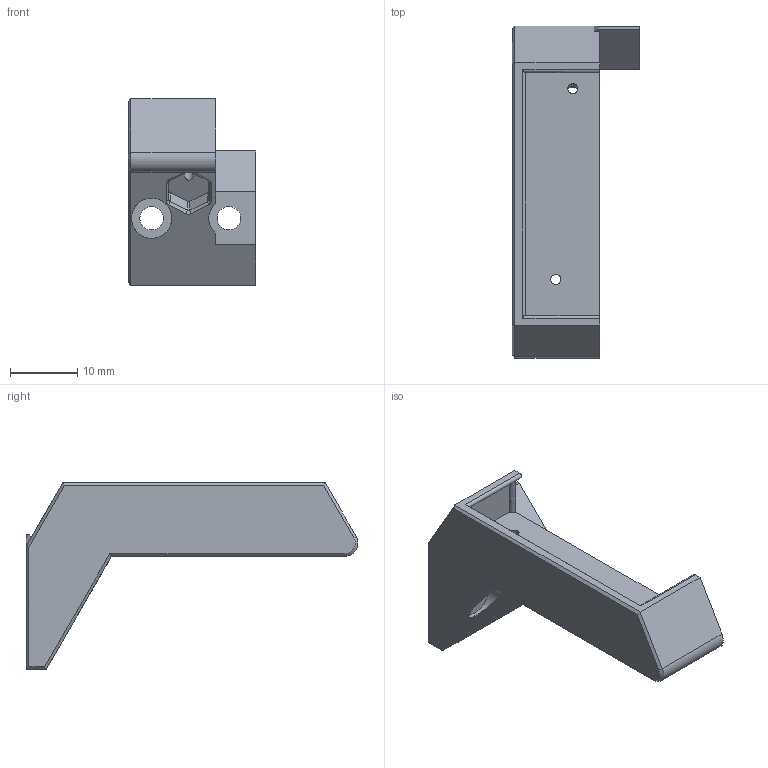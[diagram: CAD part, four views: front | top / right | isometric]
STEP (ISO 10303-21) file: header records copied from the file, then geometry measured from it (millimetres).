
FILE_DESCRIPTION(('FreeCAD Model'),'2;1');
FILE_NAME('Open CASCADE Shape Model','2023-01-22T17:51:14',('Author'),( ''),'Open CASCADE STEP processor 7.6','FreeCAD','Unknown');
FILE_SCHEMA(('AUTOMOTIVE_DESIGN { 1 0 10303 214 1 1 1 1 }'));
Length unit declared in the file: millimetre
Products named in the file (1): Brush Holder
Bounding box: 19 x 49.39 x 27.8 mm (x, y, z)
Volume: 5133.3 mm3; surface area: 3792.5 mm2
Topology: 1 solids, 1 shells, 96 faces, 255 edges, 158 vertices
Faces by surface type: plane 59, cylinder 23, cone 12, bspline 2
Full cylindrical faces by diameter (mm): 1.5 x2, 3.5 x2, 6 x1
Entity records: 6645 total; most frequent: CARTESIAN_POINT 1613, DIRECTION 946, LINE 606, VECTOR 606, ORIENTED_EDGE 502, PCURVE 502, DEFINITIONAL_REPRESENTATION 502, EDGE_CURVE 251
